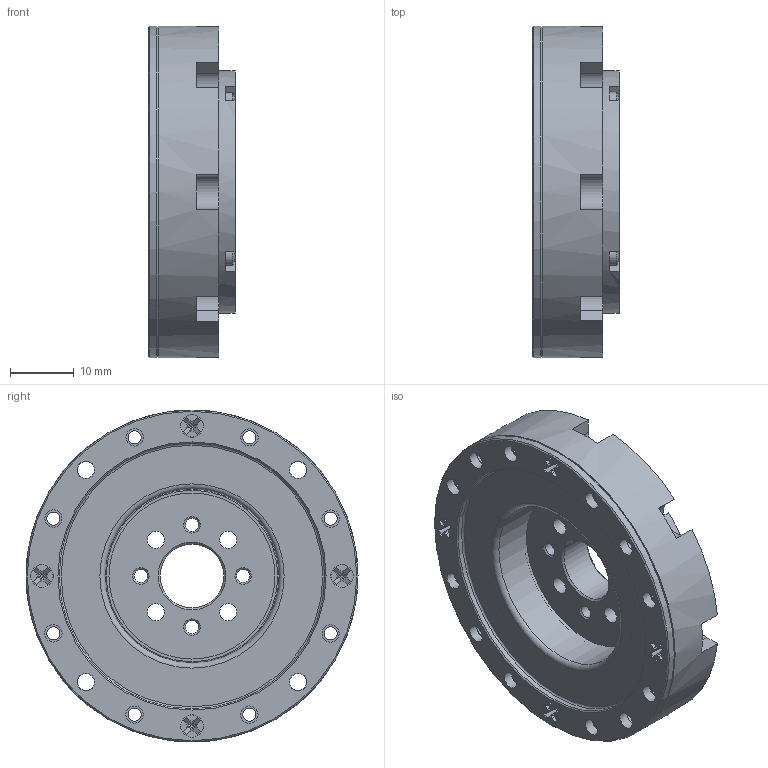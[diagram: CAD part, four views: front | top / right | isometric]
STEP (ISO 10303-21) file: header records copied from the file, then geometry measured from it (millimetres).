
FILE_DESCRIPTION(/* description */ ('STEP AP242','CAx-IF Rec.Pracs.---Representation and Presentation of Product Manufacturing Information (PMI)---4.0---2014-10-13','CAx-IF Rec.Pracs.---3D Tessellated Geometry---0.4---2014-09-14','2;1'),/* implementation_level */ '2;1');
FILE_NAME(/* name */ '688769db7ce0f65ce4fecbac',/* time_stamp */ '2025-07-28T12:15:24Z',/* author */ (''),/* organization */ (''),/* preprocessor_version */ 'ST-DEVELOPER v20',/* originating_system */ 'ONSHAPE BY PTC INC, 1.201',/* authorisation */ ' ');
FILE_SCHEMA (('AP242_MANAGED_MODEL_BASED_3D_ENGINEERING_MIM_LF { 1 0 10303 442 1 1 4 }'));
Length unit declared in the file: metre
Products named in the file (16): HD-11-xxx; HD-11-02??_??; ??? ? ????  M2.5�5_M2.5�5; ?????M2�6]_??; HD-11-01??; HD-11-????_?? <1>; HD-11-????_??; HD-11-xxx-??_??; HD-11????_?? <1>; B-2.5-??_??; 2.5-??_??; HD-11??????; 39x1.5O??_??; M1.6-??_??
Assembly tree (67 placements, depth 3):
  HD-11-xxx
    HD-11-02??_??
    ??? ? ????  M2.5�5_M2.5�5  x4
    ?????M2�6]_??  x4
    HD-11-01??
    HD-11-????_?? <1>
      HD-11-????_??
      HD-11-xxx-??_??
    HD-11????_?? <1>
      B-2.5-??_??  x24
      2.5-??_??  x24
      HD-11??????
      39x1.5O??_??
      HD-11??????
      M1.6-??_??
      HD-11??????
Bounding box: 13.61 x 52 x 52 mm (x, y, z)
Volume: 16940.3 mm3; surface area: 22567.8 mm2
Topology: 65 solids, 65 shells, 817 faces, 1647 edges, 987 vertices
Faces by surface type: plane 416, cylinder 194, torus 133, cone 70, sphere 4
Full cylindrical faces by diameter (mm): 1.25 x1, 1.6 x13, 1.7 x1, 1.732 x4, 2 x12, 2.05 x12, 2.1 x8, 2.165 x4, 2.5 x52, 2.7 x28, 2.9 x1, 3.4 x4, 3.5 x4, 3.6 x4, 10 x1, 19.8 x1, 20.73 x1, 22 x1, 22.73 x2, 25.262 x2, 26 x1, 27.26 x1, 27.262 x1, 27.6 x1, 28.32 x1, 28.5 x1, 29.5 x1, 31 x2, 34.8 x1, 36.5 x1
Entity records: 10547 total; most frequent: DIRECTION 1886, CARTESIAN_POINT 1684, ORIENTED_EDGE 1312, AXIS2_PLACEMENT_3D 814, FACE_BOUND 704, EDGE_LOOP 690, EDGE_CURVE 656, VERTEX_POINT 524
